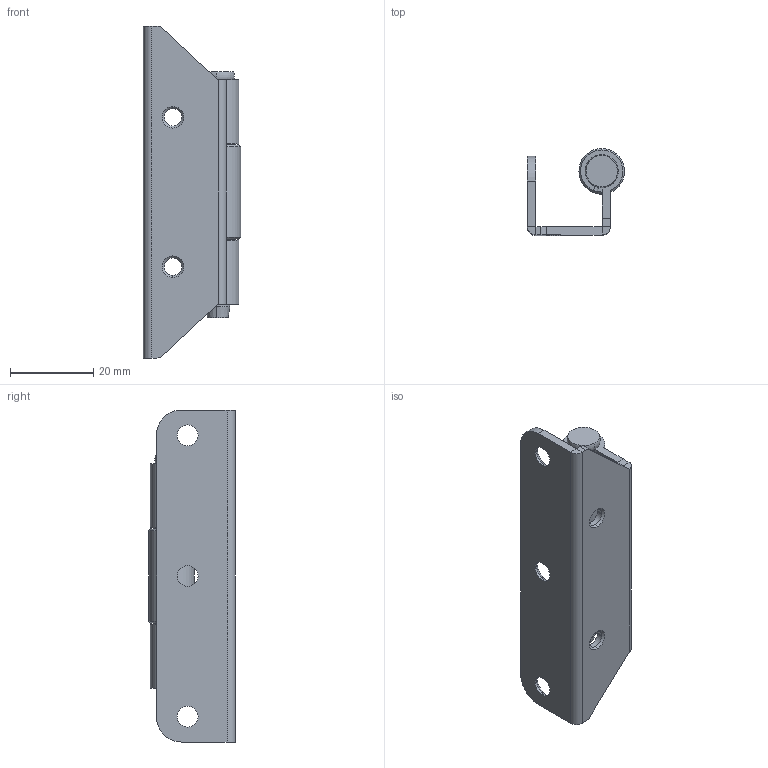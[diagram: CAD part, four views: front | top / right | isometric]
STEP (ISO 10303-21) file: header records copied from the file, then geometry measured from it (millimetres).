
FILE_DESCRIPTION (( 'STEP AP203' ), '1' );
FILE_NAME ('MG15.2.1.V2.20.STEP', '2022-03-16T05:11:01', ( '' ), ( '' ), 'SwSTEP 2.0', 'SolidWorks 2021', '' );
FILE_SCHEMA (( 'CONFIG_CONTROL_DESIGN' ));
Length unit declared in the file: millimetre
Products named in the file (1): MG15.2.1.V2.20
Bounding box: 23.4 x 20.9 x 80 mm (x, y, z)
Surface area: 9734.6 mm2 (no closed solid volume)
Topology: 0 solids, 5 shells, 89 faces, 297 edges, 214 vertices
Faces by surface type: cylinder 42, plane 29, cone 16, torus 2
Entity records: 3538 total; most frequent: CARTESIAN_POINT 819, DIRECTION 575, ORIENTED_EDGE 510, EDGE_CURVE 297, AXIS2_PLACEMENT_3D 214, VERTEX_POINT 214, VECTOR 147, LINE 147
